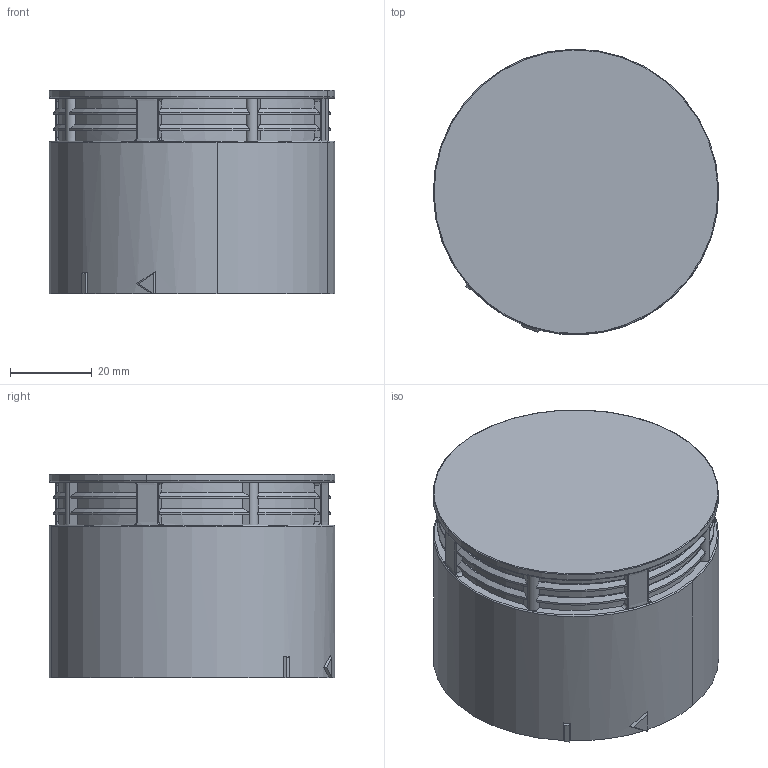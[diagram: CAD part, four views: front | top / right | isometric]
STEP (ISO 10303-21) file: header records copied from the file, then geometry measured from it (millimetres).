
FILE_DESCRIPTION (( 'STEP AP203' ), '1' );
FILE_NAME ('MODULE-MG70-HBZ-24.STEP', '2020-12-29T02:33:54', ( '' ), ( '' ), 'SwSTEP 2.0', 'SolidWorks 2019', '' );
FILE_SCHEMA (( 'CONFIG_CONTROL_DESIGN' ));
Length unit declared in the file: millimetre
Products named in the file (6): QTG70-何历绊沥 荤免宏扼南 REV1; MODULE-MG70-HBZ-24; QTG50-睡盪鐘お煤晦っ; M3x6 PEACE BOLT; QTG50-BZ-LDB-CONB晦っ撮お; QTG70-碍仿何历葛碘 弊肺宏 REV1
Assembly tree (7 placements, depth 2):
  MODULE-MG70-HBZ-24
    QTG50-BZ-LDB-CONB晦っ撮お
    QTG50-睡盪鐘お煤晦っ
    QTG70-碍仿何历葛碘 弊肺宏 REV1
    QTG70-何历绊沥 荤免宏扼南 REV1
    M3x6 PEACE BOLT  x3
Bounding box: 69.99 x 70 x 50 mm (x, y, z)
Volume: 124454 mm3; surface area: 39258.4 mm2
Topology: 7 solids, 7 shells, 550 faces, 1492 edges, 976 vertices
Faces by surface type: plane 303, cylinder 169, cone 37, torus 25, bspline 16
Entity records: 17576 total; most frequent: CARTESIAN_POINT 4325, ORIENTED_EDGE 2704, DIRECTION 2601, EDGE_CURVE 1352, AXIS2_PLACEMENT_3D 912, VERTEX_POINT 888, VECTOR 777, LINE 777
